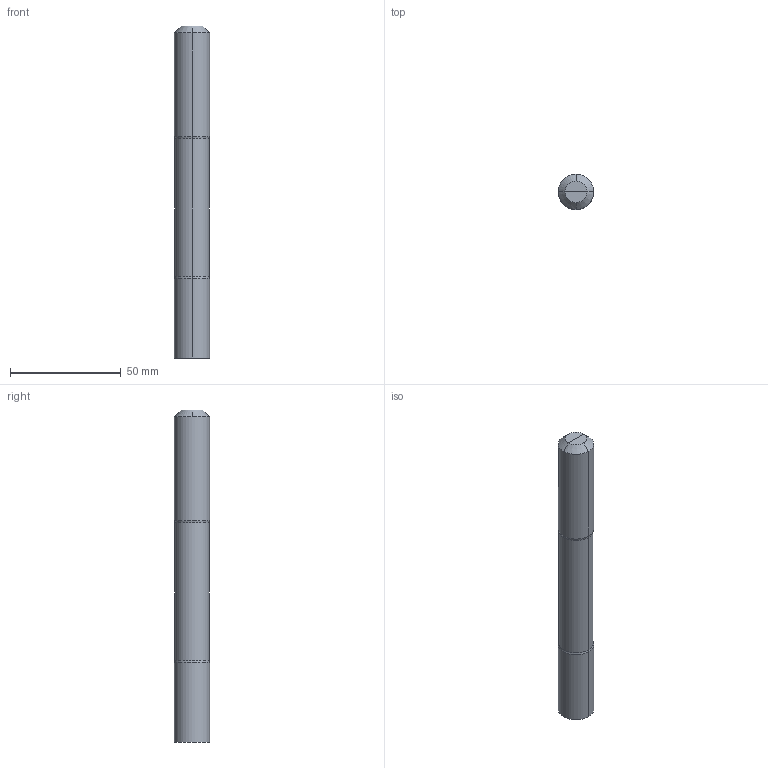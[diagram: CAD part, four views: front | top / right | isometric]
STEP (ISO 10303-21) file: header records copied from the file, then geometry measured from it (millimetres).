
FILE_DESCRIPTION((''),'2;1');
FILE_NAME('608011467-000_ASM','2024-01-22T11:54:15',('venugopala'),(''),'CREO PARAMETRIC BY PTC INC, 2021184','CREO PARAMETRIC BY PTC INC, 2021184','');
FILE_SCHEMA(('AP242_MANAGED_MODEL_BASED_3D_ENGINEERING_MIM_LF { 1 0 10303 442 1 1 4 }'));
Length unit declared in the file: millimetre
Products named in the file (3): 608011467_1-000; 608011467_2-000; 608011467-000_ASM
Assembly tree (2 placements, depth 2):
  608011467-000_ASM
    608011467_1-000
    608011467_2-000
Bounding box: 16 x 16 x 150 mm (x, y, z)
Volume: 29319.2 mm3; surface area: 12245.4 mm2
Topology: 2 solids, 4 shells, 26 faces, 78 edges, 60 vertices
Faces by surface type: cylinder 9, plane 8, torus 6, cone 3
Entity records: 2031 total; most frequent: DIRECTION 238, CARTESIAN_POINT 187, PRESENTATION_STYLE_ASSIGNMENT 100, STYLED_ITEM 100, PROPERTY_DEFINITION 100, CURVE_STYLE 96, REPRESENTATION 96, PROPERTY_DEFINITION_REPRESENTATION 96
